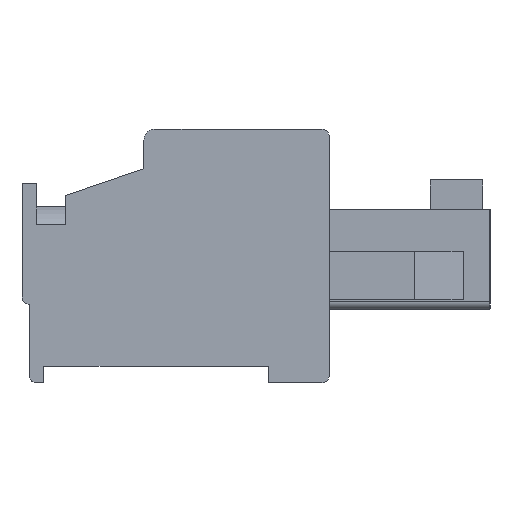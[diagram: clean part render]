
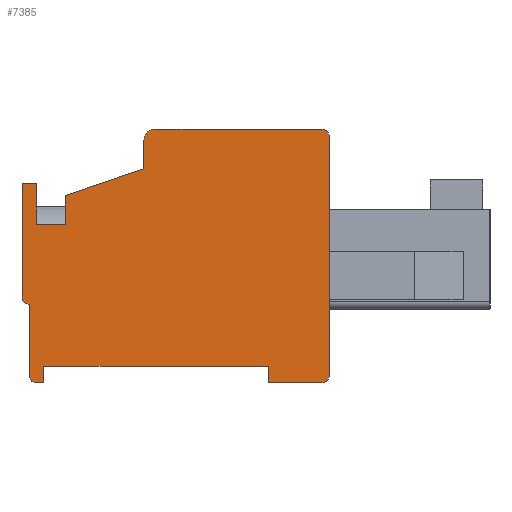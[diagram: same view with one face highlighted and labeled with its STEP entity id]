
A CAD part, left-side view. The second image highlights one B-rep face of the part: STEP entity #7385.
In plain terms, the highlighted planar face has unit normal (-1, 0, 0).
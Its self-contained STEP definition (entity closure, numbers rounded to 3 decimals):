
#16=DIRECTION('',(0.,0.,-1.));
#17=VECTOR('',#16,9.8);
#18=CARTESIAN_POINT('',(0.,0.,4.9));
#19=LINE('',#18,#17);
#20=CARTESIAN_POINT('',(0.,0.3,-4.9));
#21=DIRECTION('',(-1.,0.,0.));
#22=DIRECTION('',(0.,0.,-1.));
#23=AXIS2_PLACEMENT_3D('',#20,#21,#22);
#25=DIRECTION('',(0.,1.,0.));
#26=VECTOR('',#25,2.2);
#27=CARTESIAN_POINT('',(0.,0.3,-5.2));
#28=LINE('',#27,#26);
#29=DIRECTION('',(0.,0.,-1.));
#30=VECTOR('',#29,0.675);
#31=CARTESIAN_POINT('',(0.,2.5,-4.525));
#32=LINE('',#31,#30);
#33=DIRECTION('',(0.,-1.,0.));
#34=VECTOR('',#33,9.2);
#35=CARTESIAN_POINT('',(0.,11.7,-4.525));
#36=LINE('',#35,#34);
#37=DIRECTION('',(0.,0.,1.));
#38=VECTOR('',#37,0.675);
#39=CARTESIAN_POINT('',(0.,11.7,-5.2));
#40=LINE('',#39,#38);
#41=DIRECTION('',(0.,1.,0.));
#42=VECTOR('',#41,0.3);
#43=CARTESIAN_POINT('',(0.,11.7,-5.2));
#44=LINE('',#43,#42);
#45=CARTESIAN_POINT('',(0.,12.,-4.9));
#46=DIRECTION('',(1.,0.,0.));
#47=DIRECTION('',(0.,0.,-1.));
#48=AXIS2_PLACEMENT_3D('',#45,#46,#47);
#50=DIRECTION('',(0.,0.,-1.));
#51=VECTOR('',#50,2.92);
#52=CARTESIAN_POINT('',(0.,12.3,-1.98));
#53=LINE('',#52,#51);
#54=CARTESIAN_POINT('',(0.,12.3,-1.68));
#55=DIRECTION('',(-1.,0.,0.));
#56=DIRECTION('',(0.,1.,0.));
#57=AXIS2_PLACEMENT_3D('',#54,#55,#56);
#59=DIRECTION('',(0.,0.,1.));
#60=VECTOR('',#59,4.655);
#61=CARTESIAN_POINT('',(0.,12.6,-1.68));
#62=LINE('',#61,#60);
#63=DIRECTION('',(0.,1.,0.));
#64=VECTOR('',#63,0.6);
#65=CARTESIAN_POINT('',(0.,12.,2.975));
#66=LINE('',#65,#64);
#67=DIRECTION('',(0.,0.,1.));
#68=VECTOR('',#67,1.675);
#69=CARTESIAN_POINT('',(0.,12.,1.3));
#70=LINE('',#69,#68);
#71=DIRECTION('',(0.,1.,0.));
#72=VECTOR('',#71,1.2);
#73=CARTESIAN_POINT('',(0.,10.8,1.3));
#74=LINE('',#73,#72);
#75=DIRECTION('',(0.,0.,-1.));
#76=VECTOR('',#75,1.18);
#77=CARTESIAN_POINT('',(0.,10.8,2.48));
#78=LINE('',#77,#76);
#79=DIRECTION('',(0.,0.946,-0.325));
#80=VECTOR('',#79,3.384);
#81=CARTESIAN_POINT('',(0.,7.6,3.58));
#82=LINE('',#81,#80);
#83=DIRECTION('',(0.,0.,-1.));
#84=VECTOR('',#83,1.17);
#85=CARTESIAN_POINT('',(0.,7.6,4.75));
#86=LINE('',#85,#84);
#87=CARTESIAN_POINT('',(0.,7.15,4.75));
#88=DIRECTION('',(-1.,0.,0.));
#89=DIRECTION('',(0.,0.,1.));
#90=AXIS2_PLACEMENT_3D('',#87,#88,#89);
#92=DIRECTION('',(0.,-1.,0.));
#93=VECTOR('',#92,6.85);
#94=CARTESIAN_POINT('',(0.,7.15,5.2));
#95=LINE('',#94,#93);
#96=CARTESIAN_POINT('',(0.,0.3,4.9));
#97=DIRECTION('',(-1.,0.,0.));
#98=DIRECTION('',(0.,-1.,0.));
#99=AXIS2_PLACEMENT_3D('',#96,#97,#98);
#5968=CARTESIAN_POINT('',(0.,0.,4.9));
#5969=CARTESIAN_POINT('',(0.,0.,-4.9));
#5970=VERTEX_POINT('',#5968);
#5971=VERTEX_POINT('',#5969);
#5972=CARTESIAN_POINT('',(0.,0.3,-5.2));
#5973=CARTESIAN_POINT('',(0.,2.5,-5.2));
#5974=VERTEX_POINT('',#5972);
#5975=VERTEX_POINT('',#5973);
#5976=CARTESIAN_POINT('',(0.,11.7,-5.2));
#5977=CARTESIAN_POINT('',(0.,12.,-5.2));
#5978=VERTEX_POINT('',#5976);
#5979=VERTEX_POINT('',#5977);
#5980=CARTESIAN_POINT('',(0.,12.6,-1.68));
#5981=CARTESIAN_POINT('',(0.,12.6,2.975));
#5982=VERTEX_POINT('',#5980);
#5983=VERTEX_POINT('',#5981);
#5984=CARTESIAN_POINT('',(0.,7.15,5.2));
#5985=CARTESIAN_POINT('',(0.,0.3,5.2));
#5986=VERTEX_POINT('',#5984);
#5987=VERTEX_POINT('',#5985);
#5988=CARTESIAN_POINT('',(0.,12.3,-1.98));
#5989=CARTESIAN_POINT('',(0.,12.3,-4.9));
#5990=VERTEX_POINT('',#5988);
#5991=VERTEX_POINT('',#5989);
#5992=CARTESIAN_POINT('',(0.,11.7,-4.525));
#5993=VERTEX_POINT('',#5992);
#5994=CARTESIAN_POINT('',(0.,2.5,-4.525));
#5995=VERTEX_POINT('',#5994);
#5996=CARTESIAN_POINT('',(0.,7.6,4.75));
#5997=CARTESIAN_POINT('',(0.,7.6,3.58));
#5998=VERTEX_POINT('',#5996);
#5999=VERTEX_POINT('',#5997);
#6000=CARTESIAN_POINT('',(0.,10.8,2.48));
#6001=VERTEX_POINT('',#6000);
#6002=CARTESIAN_POINT('',(0.,10.8,1.3));
#6003=VERTEX_POINT('',#6002);
#6004=CARTESIAN_POINT('',(0.,12.,1.3));
#6005=VERTEX_POINT('',#6004);
#6006=CARTESIAN_POINT('',(0.,12.,2.975));
#6007=VERTEX_POINT('',#6006);
#7338=CARTESIAN_POINT('',(0.,15.607,-9.1));
#7339=DIRECTION('',(-1.,0.,0.));
#7340=DIRECTION('',(0.,-1.,0.));
#7341=AXIS2_PLACEMENT_3D('',#7338,#7339,#7340);
#7342=PLANE('',#7341);
#7344=ORIENTED_EDGE('',*,*,#7343,.T.);
#7346=ORIENTED_EDGE('',*,*,#7345,.F.);
#7348=ORIENTED_EDGE('',*,*,#7347,.T.);
#7350=ORIENTED_EDGE('',*,*,#7349,.F.);
#7352=ORIENTED_EDGE('',*,*,#7351,.F.);
#7354=ORIENTED_EDGE('',*,*,#7353,.F.);
#7356=ORIENTED_EDGE('',*,*,#7355,.T.);
#7358=ORIENTED_EDGE('',*,*,#7357,.T.);
#7360=ORIENTED_EDGE('',*,*,#7359,.F.);
#7362=ORIENTED_EDGE('',*,*,#7361,.F.);
#7364=ORIENTED_EDGE('',*,*,#7363,.T.);
#7366=ORIENTED_EDGE('',*,*,#7365,.F.);
#7368=ORIENTED_EDGE('',*,*,#7367,.F.);
#7370=ORIENTED_EDGE('',*,*,#7369,.F.);
#7372=ORIENTED_EDGE('',*,*,#7371,.F.);
#7374=ORIENTED_EDGE('',*,*,#7373,.F.);
#7376=ORIENTED_EDGE('',*,*,#7375,.F.);
#7378=ORIENTED_EDGE('',*,*,#7377,.F.);
#7380=ORIENTED_EDGE('',*,*,#7379,.T.);
#7382=ORIENTED_EDGE('',*,*,#7381,.F.);
#7383=EDGE_LOOP('',(#7344,#7346,#7348,#7350,#7352,#7354,#7356,#7358,#7360,#7362,
#7364,#7366,#7368,#7370,#7372,#7374,#7376,#7378,#7380,#7382));
#7384=FACE_OUTER_BOUND('',#7383,.F.);
#7385=ADVANCED_FACE('',(#7384),#7342,.T.);
#24=CIRCLE('',#23,0.3);
#49=CIRCLE('',#48,0.3);
#58=CIRCLE('',#57,0.3);
#91=CIRCLE('',#90,0.45);
#100=CIRCLE('',#99,0.3);
#7343=EDGE_CURVE('',#5970,#5971,#19,.T.);
#7345=EDGE_CURVE('',#5974,#5971,#24,.T.);
#7347=EDGE_CURVE('',#5974,#5975,#28,.T.);
#7349=EDGE_CURVE('',#5995,#5975,#32,.T.);
#7351=EDGE_CURVE('',#5993,#5995,#36,.T.);
#7353=EDGE_CURVE('',#5978,#5993,#40,.T.);
#7355=EDGE_CURVE('',#5978,#5979,#44,.T.);
#7357=EDGE_CURVE('',#5979,#5991,#49,.T.);
#7359=EDGE_CURVE('',#5990,#5991,#53,.T.);
#7361=EDGE_CURVE('',#5982,#5990,#58,.T.);
#7363=EDGE_CURVE('',#5982,#5983,#62,.T.);
#7365=EDGE_CURVE('',#6007,#5983,#66,.T.);
#7367=EDGE_CURVE('',#6005,#6007,#70,.T.);
#7369=EDGE_CURVE('',#6003,#6005,#74,.T.);
#7371=EDGE_CURVE('',#6001,#6003,#78,.T.);
#7373=EDGE_CURVE('',#5999,#6001,#82,.T.);
#7375=EDGE_CURVE('',#5998,#5999,#86,.T.);
#7377=EDGE_CURVE('',#5986,#5998,#91,.T.);
#7379=EDGE_CURVE('',#5986,#5987,#95,.T.);
#7381=EDGE_CURVE('',#5970,#5987,#100,.T.);
